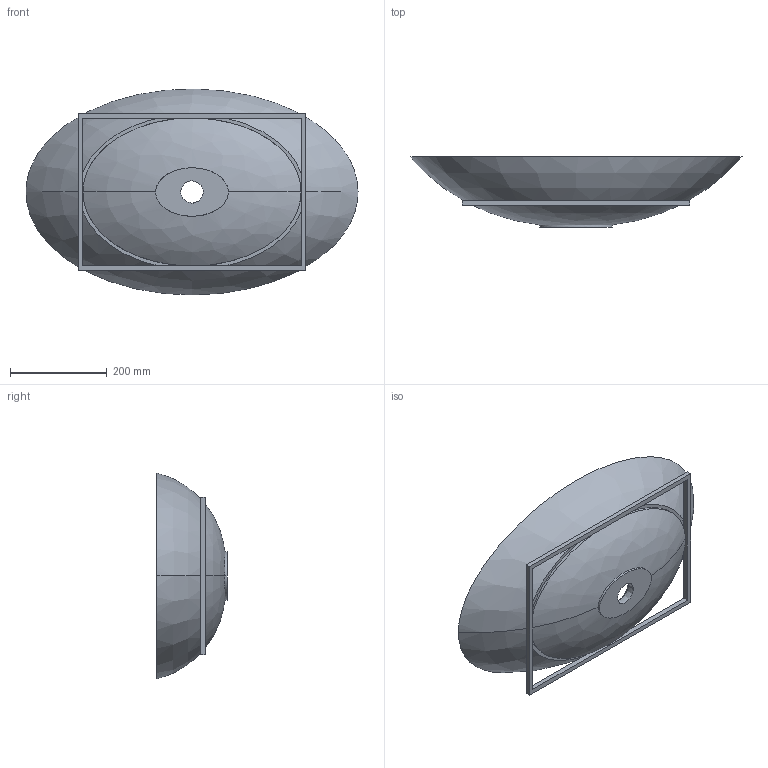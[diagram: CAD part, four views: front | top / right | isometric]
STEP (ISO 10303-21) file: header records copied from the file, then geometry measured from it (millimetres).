
FILE_DESCRIPTION (( 'STEP AP214' ), '1' );
FILE_NAME ('D833-4.STEP', '2018-04-16T11:41:20', ( '' ), ( '' ), 'SwSTEP 2.0', 'SolidWorks 2017', '' );
FILE_SCHEMA (( 'AUTOMOTIVE_DESIGN' ));
Length unit declared in the file: millimetre
Products named in the file (1): D833-4
Bounding box: 685 x 145 x 424.97 mm (x, y, z)
Volume: 6100809.3 mm3; surface area: 665928.4 mm2
Topology: 2 solids, 2 shells, 27 faces, 58 edges, 36 vertices
Faces by surface type: bspline 14, plane 13
Entity records: 3454 total; most frequent: CARTESIAN_POINT 2927, ORIENTED_EDGE 116, EDGE_CURVE 58, DIRECTION 54, VERTEX_POINT 36, EDGE_LOOP 32, B_SPLINE_CURVE_WITH_KNOTS 30, FACE_OUTER_BOUND 27
